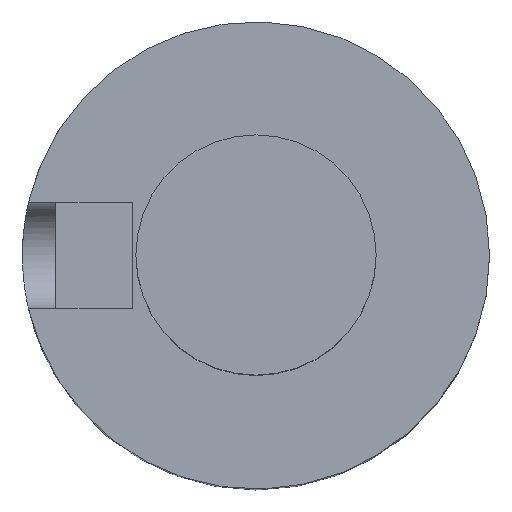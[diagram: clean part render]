
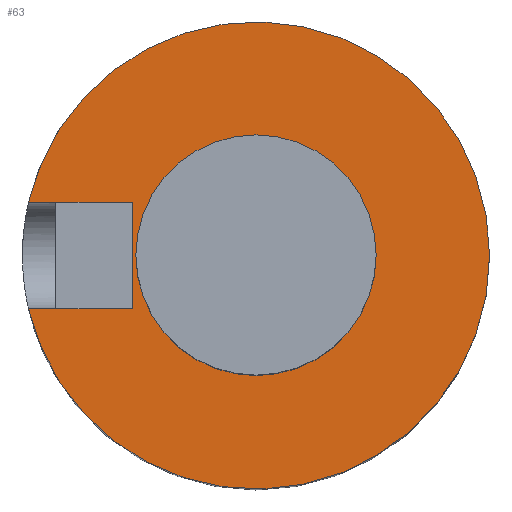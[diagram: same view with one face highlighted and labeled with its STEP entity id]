
A CAD part, top view. The second image highlights one B-rep face of the part: STEP entity #63.
In plain terms, the highlighted planar face has unit normal (0, 0, 1).
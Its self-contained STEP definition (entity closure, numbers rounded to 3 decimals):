
#63=ADVANCED_FACE('',(#99),#83,.T.);
#83=PLANE('',#377);
#99=FACE_OUTER_BOUND('',#117,.T.);
#117=EDGE_LOOP('',(#149,#150,#151,#152));
#139=CIRCLE('',#376,35.);
#149=ORIENTED_EDGE('',*,*,#251,.F.);
#150=ORIENTED_EDGE('',*,*,#252,.T.);
#151=ORIENTED_EDGE('',*,*,#253,.F.);
#152=ORIENTED_EDGE('',*,*,#254,.T.);
#225=VERTEX_POINT('',#509);
#226=VERTEX_POINT('',#510);
#227=VERTEX_POINT('',#512);
#228=VERTEX_POINT('',#514);
#251=EDGE_CURVE('',#225,#226,#289,.T.);
#252=EDGE_CURVE('',#225,#227,#139,.T.);
#253=EDGE_CURVE('',#228,#227,#290,.T.);
#254=EDGE_CURVE('',#228,#226,#291,.T.);
#289=LINE('',#508,#316);
#290=LINE('',#513,#317);
#291=LINE('',#515,#318);
#316=VECTOR('',#416,1.);
#317=VECTOR('',#419,1.);
#318=VECTOR('',#420,1.);
#376=AXIS2_PLACEMENT_3D('',#511,#417,#418);
#377=AXIS2_PLACEMENT_3D('',#516,#421,#422);
#416=DIRECTION('',(1.,0.,0.));
#417=DIRECTION('',(0.,0.,1.));
#418=DIRECTION('',(-1.,0.,0.));
#419=DIRECTION('',(-1.,0.,0.));
#420=DIRECTION('',(0.,-1.,0.));
#421=DIRECTION('',(0.,0.,1.));
#422=DIRECTION('',(-1.,0.,0.));
#508=CARTESIAN_POINT('',(0.,-8.,0.));
#509=CARTESIAN_POINT('',(-34.073,-8.,0.));
#510=CARTESIAN_POINT('',(-18.5,-8.,0.));
#511=CARTESIAN_POINT('',(0.,0.,0.));
#512=CARTESIAN_POINT('',(-34.073,8.,0.));
#513=CARTESIAN_POINT('',(0.,8.,0.));
#514=CARTESIAN_POINT('',(-18.5,8.,0.));
#515=CARTESIAN_POINT('',(-18.5,0.,0.));
#516=CARTESIAN_POINT('',(0.,0.,0.));
